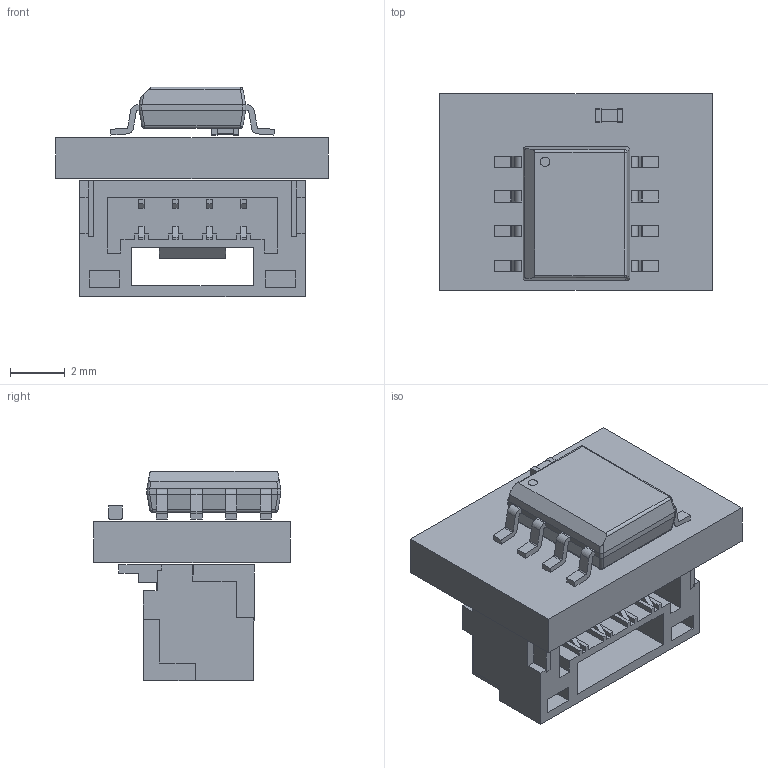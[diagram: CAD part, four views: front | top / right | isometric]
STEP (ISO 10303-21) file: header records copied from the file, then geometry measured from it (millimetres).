
FILE_DESCRIPTION(('FreeCAD Model'),'2;1');
FILE_NAME('Open CASCADE Shape Model','2025-05-07T20:41:34',(''),(''), 'Open CASCADE STEP processor 7.8','FreeCAD','Unknown');
FILE_SCHEMA(('AUTOMOTIVE_DESIGN { 1 0 10303 214 1 1 1 1 }'));
Length unit declared in the file: millimetre
Products named in the file (16): Unnamed; Scroll Wheel 1; C_0402_1005Metric001; AS5610; AS5600; AS5601; AS5602; AS5603; AS5604; AS5605; AS5606; AS5607; AS5608; AS5609; JST_GH_SM04B-GHS-TB_1x04-1MP_P1.25mm_Horizontal001; Körper
Assembly tree (15 placements, depth 4):
  Unnamed
    Scroll Wheel 1
      C_0402_1005Metric001
      AS5610
        AS5600
        AS5601
        AS5602
        AS5603
        AS5604
        AS5605
        AS5606
        AS5607
        AS5608
        AS5609
      JST_GH_SM04B-GHS-TB_1x04-1MP_P1.25mm_Horizontal001
    Körper
Bounding box: 10 x 7.2 x 7.67 mm (x, y, z)
Volume: 220.5 mm3; surface area: 565.5 mm2
Topology: 13 solids, 13 shells, 396 faces, 1051 edges, 692 vertices
Faces by surface type: plane 323, cylinder 67, sphere 6
Entity records: 13256 total; most frequent: CARTESIAN_POINT 2239, ORIENTED_EDGE 2102, DIRECTION 1961, EDGE_CURVE 1051, LINE 909, VECTOR 909, VERTEX_POINT 692, AXIS2_PLACEMENT_3D 526
